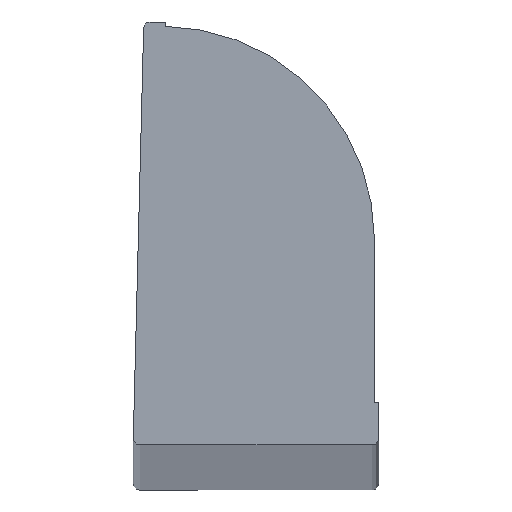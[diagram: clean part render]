
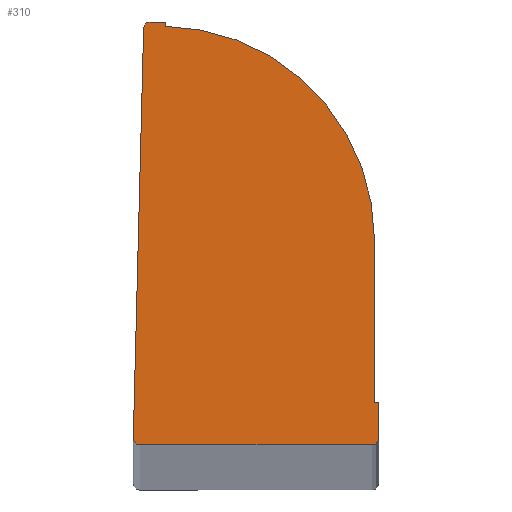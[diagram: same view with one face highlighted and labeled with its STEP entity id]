
A CAD part, top view. The second image highlights one B-rep face of the part: STEP entity #310.
In plain terms, the highlighted planar face has unit normal (0, 0, 1).
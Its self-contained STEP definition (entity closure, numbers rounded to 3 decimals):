
#17=PLANE('',#356);
#51=FACE_OUTER_BOUND('',#70,.T.);
#70=EDGE_LOOP('',(#244,#245,#246,#247,#248,#249,#250,#251,#252,#253,#254));
#87=LINE('',#492,#116);
#90=LINE('',#498,#119);
#91=LINE('',#500,#120);
#92=LINE('',#504,#121);
#93=LINE('',#508,#122);
#94=LINE('',#512,#123);
#95=LINE('',#513,#124);
#116=VECTOR('',#405,10.);
#119=VECTOR('',#410,10.);
#120=VECTOR('',#411,10.);
#121=VECTOR('',#414,10.);
#122=VECTOR('',#417,10.);
#123=VECTOR('',#420,10.);
#124=VECTOR('',#421,10.);
#143=CIRCLE('',#353,10.);
#145=CIRCLE('',#357,0.3);
#146=CIRCLE('',#358,0.3);
#147=CIRCLE('',#359,0.3);
#157=VERTEX_POINT('',#482);
#158=VERTEX_POINT('',#483);
#161=VERTEX_POINT('',#491);
#163=VERTEX_POINT('',#497);
#164=VERTEX_POINT('',#499);
#165=VERTEX_POINT('',#501);
#166=VERTEX_POINT('',#503);
#167=VERTEX_POINT('',#505);
#168=VERTEX_POINT('',#507);
#169=VERTEX_POINT('',#509);
#170=VERTEX_POINT('',#511);
#187=EDGE_CURVE('',#157,#158,#143,.T.);
#191=EDGE_CURVE('',#161,#158,#87,.T.);
#194=EDGE_CURVE('',#157,#163,#90,.T.);
#195=EDGE_CURVE('',#164,#163,#91,.T.);
#196=EDGE_CURVE('',#165,#164,#145,.T.);
#197=EDGE_CURVE('',#165,#166,#92,.T.);
#198=EDGE_CURVE('',#167,#166,#146,.T.);
#199=EDGE_CURVE('',#168,#167,#93,.T.);
#200=EDGE_CURVE('',#169,#168,#147,.T.);
#201=EDGE_CURVE('',#170,#169,#94,.T.);
#202=EDGE_CURVE('',#170,#161,#95,.T.);
#244=ORIENTED_EDGE('',*,*,#187,.F.);
#245=ORIENTED_EDGE('',*,*,#194,.T.);
#246=ORIENTED_EDGE('',*,*,#195,.F.);
#247=ORIENTED_EDGE('',*,*,#196,.F.);
#248=ORIENTED_EDGE('',*,*,#197,.T.);
#249=ORIENTED_EDGE('',*,*,#198,.F.);
#250=ORIENTED_EDGE('',*,*,#199,.F.);
#251=ORIENTED_EDGE('',*,*,#200,.F.);
#252=ORIENTED_EDGE('',*,*,#201,.F.);
#253=ORIENTED_EDGE('',*,*,#202,.T.);
#254=ORIENTED_EDGE('',*,*,#191,.T.);
#310=ADVANCED_FACE('',(#51),#17,.T.);
#353=AXIS2_PLACEMENT_3D('',#484,#397,#398);
#356=AXIS2_PLACEMENT_3D('',#496,#408,#409);
#357=AXIS2_PLACEMENT_3D('',#502,#412,#413);
#358=AXIS2_PLACEMENT_3D('',#506,#415,#416);
#359=AXIS2_PLACEMENT_3D('',#510,#418,#419);
#397=DIRECTION('center_axis',(0.,0.,-1.));
#398=DIRECTION('ref_axis',(0.02,1.,0.));
#405=DIRECTION('',(0.,1.,0.));
#408=DIRECTION('center_axis',(0.,0.,1.));
#409=DIRECTION('ref_axis',(1.,0.,0.));
#410=DIRECTION('',(0.,1.,0.));
#411=DIRECTION('',(1.,0.,0.));
#412=DIRECTION('center_axis',(0.,0.,-1.));
#413=DIRECTION('ref_axis',(-0.698,0.716,0.));
#414=DIRECTION('',(-0.025,-1.,0.));
#415=DIRECTION('center_axis',(0.,0.,-1.));
#416=DIRECTION('ref_axis',(-0.716,-0.698,0.));
#417=DIRECTION('',(-1.,0.,0.));
#418=DIRECTION('center_axis',(0.,0.,-1.));
#419=DIRECTION('ref_axis',(0.707,-0.707,0.));
#420=DIRECTION('',(0.,-1.,0.));
#421=DIRECTION('',(-1.,0.,0.));
#482=CARTESIAN_POINT('',(1.5,19.6,605.));
#483=CARTESIAN_POINT('',(11.3,9.602,605.));
#484=CARTESIAN_POINT('Origin',(1.3,9.602,605.));
#491=CARTESIAN_POINT('',(11.3,2.,605.));
#492=CARTESIAN_POINT('',(11.3,14.85,605.));
#496=CARTESIAN_POINT('Origin',(5.75,9.9,605.));
#497=CARTESIAN_POINT('',(1.5,19.8,605.));
#498=CARTESIAN_POINT('',(1.5,14.85,605.));
#499=CARTESIAN_POINT('',(0.793,19.8,605.));
#500=CARTESIAN_POINT('',(0.,19.8,605.));
#501=CARTESIAN_POINT('',(0.493,19.508,605.));
#502=CARTESIAN_POINT('Origin',(0.793,19.5,605.));
#503=CARTESIAN_POINT('',(0.008,0.308,605.));
#504=CARTESIAN_POINT('',(0.377,14.919,605.));
#505=CARTESIAN_POINT('',(0.308,0.,605.));
#506=CARTESIAN_POINT('Origin',(0.308,0.3,605.));
#507=CARTESIAN_POINT('',(11.2,0.,605.));
#508=CARTESIAN_POINT('',(11.5,0.,605.));
#509=CARTESIAN_POINT('',(11.5,0.3,605.));
#510=CARTESIAN_POINT('Origin',(11.2,0.3,605.));
#511=CARTESIAN_POINT('',(11.5,2.,605.));
#512=CARTESIAN_POINT('',(11.5,19.8,605.));
#513=CARTESIAN_POINT('',(8.525,2.,605.));
